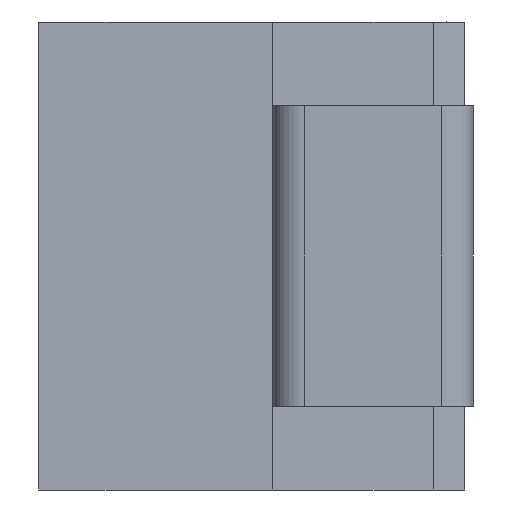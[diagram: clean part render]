
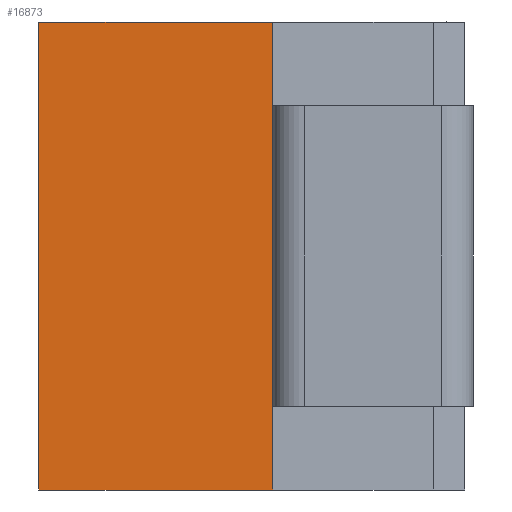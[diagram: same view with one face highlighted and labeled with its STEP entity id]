
A CAD part, left-side view. The second image highlights one B-rep face of the part: STEP entity #16873.
In plain terms, the highlighted planar face has unit normal (-1, 0, 0).
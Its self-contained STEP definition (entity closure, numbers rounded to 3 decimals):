
#758 = CARTESIAN_POINT ( 'NONE',  ( -1., 0.7, 0.7 ) ) ;
#808 = CARTESIAN_POINT ( 'NONE',  ( -1., 0., 0.7 ) ) ;
#809 = DIRECTION ( 'NONE',  ( 0., 1., 0. ) ) ;
#810 = VECTOR ( 'NONE', #809, 1000. ) ;
#811 = CARTESIAN_POINT ( 'NONE',  ( -1., 0.05, 0.7 ) ) ;
#812 = LINE ( 'NONE', #811, #810 ) ;
#962 = DIRECTION ( 'NONE',  ( 0., 0., -1. ) ) ;
#963 = VECTOR ( 'NONE', #962, 1000. ) ;
#964 = CARTESIAN_POINT ( 'NONE',  ( -1., 0.7, 0.7 ) ) ;
#965 = LINE ( 'NONE', #964, #963 ) ;
#966 = CARTESIAN_POINT ( 'NONE',  ( -1., 0.7, -0.7 ) ) ;
#1094 = DIRECTION ( 'NONE',  ( 0., 0., 1. ) ) ;
#1095 = DIRECTION ( 'NONE',  ( -1., 0., 0. ) ) ;
#1096 = CARTESIAN_POINT ( 'NONE',  ( -1., 0.05, 0.7 ) ) ;
#1097 = AXIS2_PLACEMENT_3D ( 'NONE', #1096, #1095, #1094 ) ;
#1098 = PLANE ( 'NONE',  #1097 ) ;
#1113 = FACE_OUTER_BOUND ( 'NONE', #16874, .T. ) ;
#1141 = DIRECTION ( 'NONE',  ( 0., 0., -1. ) ) ;
#1142 = VECTOR ( 'NONE', #1141, 1000. ) ;
#1143 = CARTESIAN_POINT ( 'NONE',  ( -1., 0., 0.7 ) ) ;
#1144 = LINE ( 'NONE', #1143, #1142 ) ;
#1146 = CARTESIAN_POINT ( 'NONE',  ( -1., 0., -0.7 ) ) ;
#1147 = DIRECTION ( 'NONE',  ( 0., 1., 0. ) ) ;
#1148 = VECTOR ( 'NONE', #1147, 1000. ) ;
#1149 = CARTESIAN_POINT ( 'NONE',  ( -1., 0.05, -0.7 ) ) ;
#1150 = LINE ( 'NONE', #1149, #1148 ) ;
#16775 = VERTEX_POINT ( 'NONE', #758 ) ;
#16777 = EDGE_CURVE ( 'NONE', #16778, #16775, #812, .T. ) ;
#16778 = VERTEX_POINT ( 'NONE', #808 ) ;
#16821 = VERTEX_POINT ( 'NONE', #966 ) ;
#16823 = EDGE_CURVE ( 'NONE', #16775, #16821, #965, .T. ) ;
#16854 = ORIENTED_EDGE ( 'NONE', *, *, #16777, .T. ) ;
#16855 = ORIENTED_EDGE ( 'NONE', *, *, #16823, .T. ) ;
#16873 = ADVANCED_FACE ( 'NONE', ( #1113 ), #1098, .T. ) ;
#16874 = EDGE_LOOP ( 'NONE', ( #16875, #16878, #16854, #16855 ) ) ;
#16875 = ORIENTED_EDGE ( 'NONE', *, *, #16876, .F. ) ;
#16876 = EDGE_CURVE ( 'NONE', #16877, #16821, #1150, .T. ) ;
#16877 = VERTEX_POINT ( 'NONE', #1146 ) ;
#16878 = ORIENTED_EDGE ( 'NONE', *, *, #16879, .F. ) ;
#16879 = EDGE_CURVE ( 'NONE', #16778, #16877, #1144, .T. ) ;
